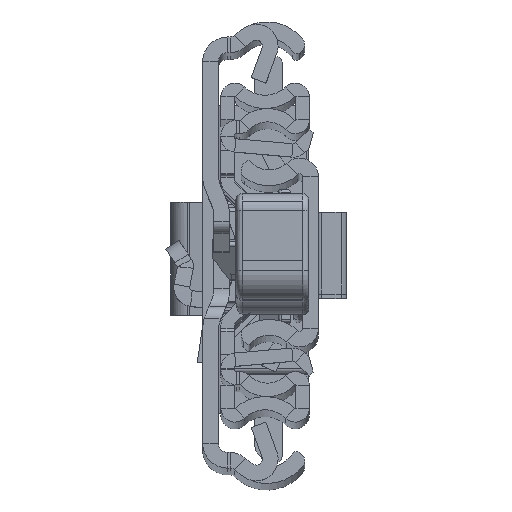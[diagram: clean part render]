
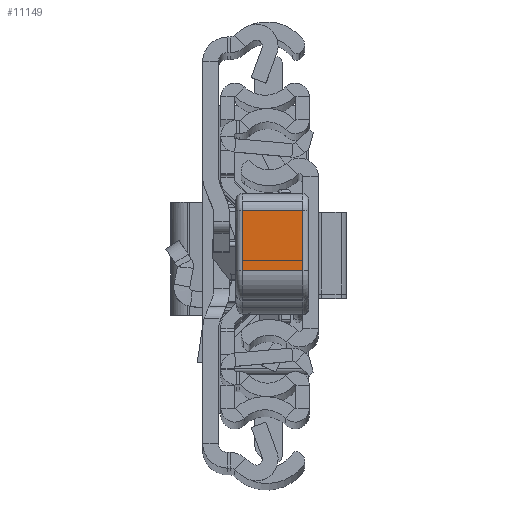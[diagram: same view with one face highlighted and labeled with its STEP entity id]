
A CAD part, top view. The second image highlights one B-rep face of the part: STEP entity #11149.
In plain terms, the highlighted face is planar.
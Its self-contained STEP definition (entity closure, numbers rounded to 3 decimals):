
#2371 = LINE ( 'NONE', #10960, #7868 ) ;
#3295 = CARTESIAN_POINT ( 'NONE',  ( 39.55, -12.274, 0. ) ) ;
#3506 = CARTESIAN_POINT ( 'NONE',  ( 39.818, -2.465, -10. ) ) ;
#3990 = LINE ( 'NONE', #14987, #19295 ) ;
#6203 = EDGE_CURVE ( 'NONE', #7235, #28317, #3990, .T. ) ;
#7235 = VERTEX_POINT ( 'NONE', #3506 ) ;
#7868 = VECTOR ( 'NONE', #21752, 1000. ) ;
#9868 = ORIENTED_EDGE ( 'NONE', *, *, #6203, .F. ) ;
#10090 = ORIENTED_EDGE ( 'NONE', *, *, #15711, .F. ) ;
#10252 = CARTESIAN_POINT ( 'NONE',  ( 39.55, -12.274, -10. ) ) ;
#10960 = CARTESIAN_POINT ( 'NONE',  ( 39.818, -2.465, -11. ) ) ;
#11149 = ADVANCED_FACE ( 'NONE', ( #29836 ), #15657, .F. ) ;
#11496 = AXIS2_PLACEMENT_3D ( 'NONE', #33761, #14160, #13795 ) ;
#12382 = DIRECTION ( 'NONE',  ( -0.027, -1., 0. ) ) ;
#12615 = CARTESIAN_POINT ( 'NONE',  ( 39.55, -12.274, 0. ) ) ;
#12992 = DIRECTION ( 'NONE',  ( 0.027, 1., 0. ) ) ;
#13795 = DIRECTION ( 'NONE',  ( -0.027, -1., 0. ) ) ;
#14160 = DIRECTION ( 'NONE',  ( -1., 0.027, 0. ) ) ;
#14987 = CARTESIAN_POINT ( 'NONE',  ( 39.55, -12.274, -10. ) ) ;
#15657 = PLANE ( 'NONE',  #11496 ) ;
#15711 = EDGE_CURVE ( 'NONE', #34747, #7235, #2371, .T. ) ;
#16027 = ORIENTED_EDGE ( 'NONE', *, *, #16046, .F. ) ;
#16046 = EDGE_CURVE ( 'NONE', #28317, #22563, #18506, .T. ) ;
#18506 = LINE ( 'NONE', #35497, #29267 ) ;
#19295 = VECTOR ( 'NONE', #12382, 1000. ) ;
#21684 = ORIENTED_EDGE ( 'NONE', *, *, #27668, .F. ) ;
#21752 = DIRECTION ( 'NONE',  ( 0., 0., -1. ) ) ;
#22563 = VERTEX_POINT ( 'NONE', #3295 ) ;
#27668 = EDGE_CURVE ( 'NONE', #22563, #34747, #35196, .T. ) ;
#28003 = VECTOR ( 'NONE', #12992, 1000. ) ;
#28317 = VERTEX_POINT ( 'NONE', #10252 ) ;
#29267 = VECTOR ( 'NONE', #33266, 1000. ) ;
#29836 = FACE_OUTER_BOUND ( 'NONE', #35507, .T. ) ;
#33266 = DIRECTION ( 'NONE',  ( 0., 0., 1. ) ) ;
#33761 = CARTESIAN_POINT ( 'NONE',  ( 39.55, -12.274, -11. ) ) ;
#34747 = VERTEX_POINT ( 'NONE', #35466 ) ;
#35196 = LINE ( 'NONE', #12615, #28003 ) ;
#35466 = CARTESIAN_POINT ( 'NONE',  ( 39.818, -2.465, 0. ) ) ;
#35497 = CARTESIAN_POINT ( 'NONE',  ( 39.55, -12.274, -11. ) ) ;
#35507 = EDGE_LOOP ( 'NONE', ( #16027, #9868, #10090, #21684 ) ) ;
